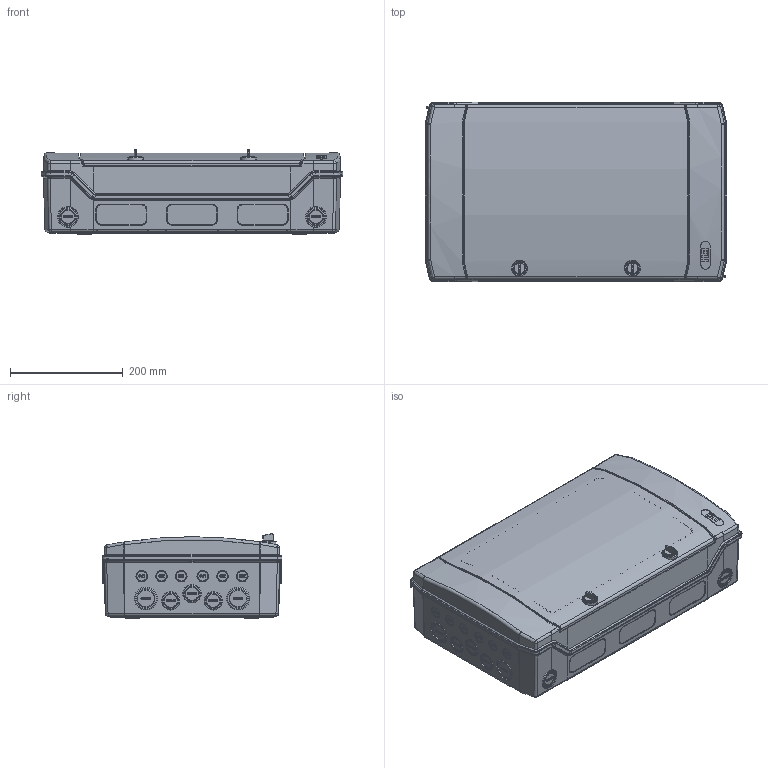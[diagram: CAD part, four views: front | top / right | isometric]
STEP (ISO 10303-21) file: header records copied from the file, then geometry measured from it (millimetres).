
FILE_DESCRIPTION((''),'2;1');
FILE_NAME('N48D_ASM','2025-03-10T11:04:51',('klemen.sitar'),('Audax d.o.o.'),'CREO PARAMETRIC BY PTC INC, 2021304','CREO PARAMETRIC BY PTC INC, 2021304','');
FILE_SCHEMA(('AP242_MANAGED_MODEL_BASED_3D_ENGINEERING_MIM_LF { 1 0 10303 442 1 1 4 }'));
Length unit declared in the file: millimetre
Products named in the file (21): PRT0060_1_1_1_1; PRT0061_1_1_1_1; LOCK_PART_A_1_1_1_1; KLJUC_D_-_29_09_2017__1_1; DNO_36-D__19_08_2019___1_1; LIMENA_SINA__LOCK__DRAFT-1762_2; DRAFT_NOSAC_SINE__LOCK__D-709_2; DRAFT_SINA___OSIGURACI__LOCK__7_ASM; DRAFT_NOSAC_SINE__LOCK__-1477_2; LIMENA_SINA__LOCK__DRAFT_-267_2; DRAFT_SINA___OSIGURACI__LOCK__8_ASM; LIMENA_SINA__LOCK__DRAFT_-852_2; DRAFT_NOSAC_SINE__LOCK__-1308_2; DRAFT_SINA___OSIGURACI__LOCK__9_ASM; MASKA_N36-D_1_1; VRATA_N36-D_N36D_2__N36D_1_1; PRT0004_1_1_1_1_1; PRT0004_1_2_1_1_1; PRT0004_1_3_1_1_1; ECH_LOGO_ASM; N48D_ASM
Assembly tree (25 placements, depth 3):
  N48D_ASM
    PRT0060_1_1_1_1
    PRT0061_1_1_1_1
    LOCK_PART_A_1_1_1_1  x2
    KLJUC_D_-_29_09_2017__1_1  x2
    DNO_36-D__19_08_2019___1_1
    DRAFT_SINA___OSIGURACI__LOCK__7_ASM
      LIMENA_SINA__LOCK__DRAFT-1762_2
      DRAFT_NOSAC_SINE__LOCK__D-709_2  x2
    DRAFT_SINA___OSIGURACI__LOCK__8_ASM
      DRAFT_NOSAC_SINE__LOCK__-1477_2  x2
      LIMENA_SINA__LOCK__DRAFT_-267_2
    DRAFT_SINA___OSIGURACI__LOCK__9_ASM
      LIMENA_SINA__LOCK__DRAFT_-852_2
      DRAFT_NOSAC_SINE__LOCK__-1308_2  x2
    MASKA_N36-D_1_1
    VRATA_N36-D_N36D_2__N36D_1_1
    ECH_LOGO_ASM
      PRT0004_1_1_1_1_1
      PRT0004_1_2_1_1_1
      PRT0004_1_3_1_1_1
Bounding box: 534.5 x 318.55 x 149.88 mm (x, y, z)
Volume: 1844184.8 mm3; surface area: 1738557.1 mm2
Topology: 21 solids, 21 shells, 5947 faces, 15960 edges, 10339 vertices
Faces by surface type: plane 3136, extrusion 827, cylinder 770, cone 689, bspline 384, torus 92, sphere 41, revolution 8
Entity records: 302055 total; most frequent: CARTESIAN_POINT 93263, ORIENTED_EDGE 28944, DIRECTION 22196, PRESENTATION_STYLE_ASSIGNMENT 20004, STYLED_ITEM 20004, CURVE_STYLE 15303, EDGE_CURVE 14472, VECTOR 9432
